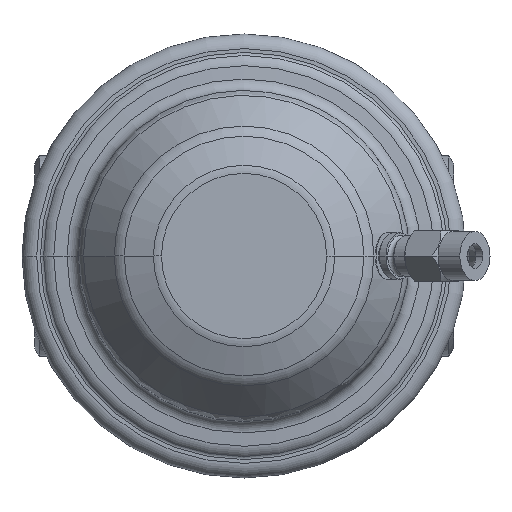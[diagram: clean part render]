
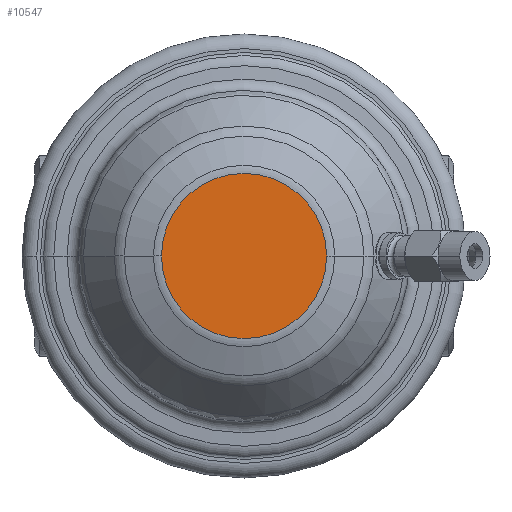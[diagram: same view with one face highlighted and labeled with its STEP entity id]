
A CAD part, front view. The second image highlights one B-rep face of the part: STEP entity #10547.
In plain terms, the highlighted planar face has unit normal (0, -1, 0).
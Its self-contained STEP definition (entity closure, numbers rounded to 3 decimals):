
#372=CARTESIAN_POINT('',(0.,-96.882,0.));
#373=DIRECTION('',(0.,-1.,0.));
#374=DIRECTION('',(-1.,0.,0.));
#375=AXIS2_PLACEMENT_3D('',#372,#373,#374);
#387=CARTESIAN_POINT('',(0.,-96.882,0.));
#388=DIRECTION('',(0.,-1.,0.));
#389=DIRECTION('',(1.,0.,0.));
#390=AXIS2_PLACEMENT_3D('',#387,#388,#389);
#9604=CARTESIAN_POINT('',(19.705,-96.882,
0.));
#9605=CARTESIAN_POINT('',(-19.705,-96.882,
0.));
#9606=VERTEX_POINT('',#9604);
#9607=VERTEX_POINT('',#9605);
#10537=CARTESIAN_POINT('',(0.,-96.882,0.));
#10538=DIRECTION('',(0.,1.,0.));
#10539=DIRECTION('',(1.,0.,0.));
#10540=AXIS2_PLACEMENT_3D('',#10537,#10538,#10539);
#10541=PLANE('',#10540);
#10543=ORIENTED_EDGE('',*,*,#10542,.F.);
#10544=ORIENTED_EDGE('',*,*,#10527,.F.);
#10545=EDGE_LOOP('',(#10543,#10544));
#10546=FACE_OUTER_BOUND('',#10545,.F.);
#10547=ADVANCED_FACE('',(#10546),#10541,.F.);
#376=CIRCLE('',#375,19.705);
#391=CIRCLE('',#390,19.705);
#10527=EDGE_CURVE('',#9607,#9606,#376,.T.);
#10542=EDGE_CURVE('',#9606,#9607,#391,.T.);
